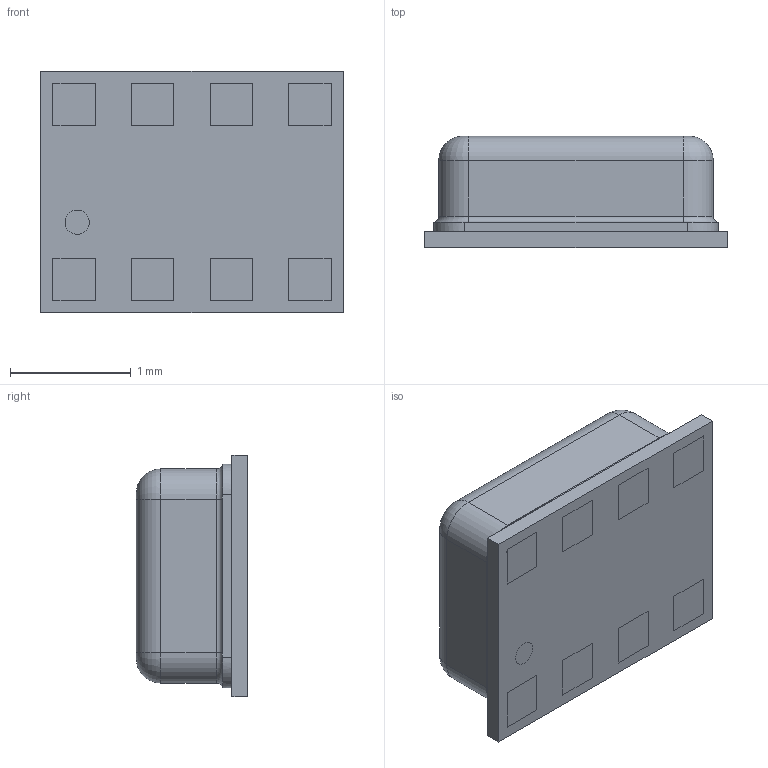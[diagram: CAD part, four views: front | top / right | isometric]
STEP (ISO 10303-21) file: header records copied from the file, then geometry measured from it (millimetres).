
FILE_DESCRIPTION (( 'STEP AP214' ), '1' );
FILE_NAME ('ICP-10111.STEP', '2022-03-04T16:01:19', ( 'ADMIN' ), ( '' ), 'SwSTEP 2.0', 'SolidWorks 2016', '' );
FILE_SCHEMA (( 'AUTOMOTIVE_DESIGN' ));
Length unit declared in the file: millimetre
Products named in the file (1): ICP-10111
Bounding box: 2.5 x 0.92 x 2 mm (x, y, z)
Volume: 3.7 mm3; surface area: 18.8 mm2
Topology: 10 solids, 10 shells, 211 faces, 482 edges, 316 vertices
Faces by surface type: plane 177, cylinder 24, torus 8, bspline 2
Entity records: 6249 total; most frequent: CARTESIAN_POINT 1126, ORIENTED_EDGE 964, DIRECTION 938, EDGE_CURVE 482, LINE 406, VECTOR 406, VERTEX_POINT 316, AXIS2_PLACEMENT_3D 266
